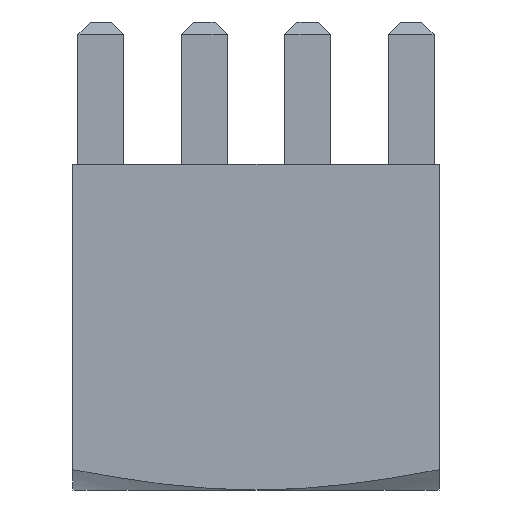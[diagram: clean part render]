
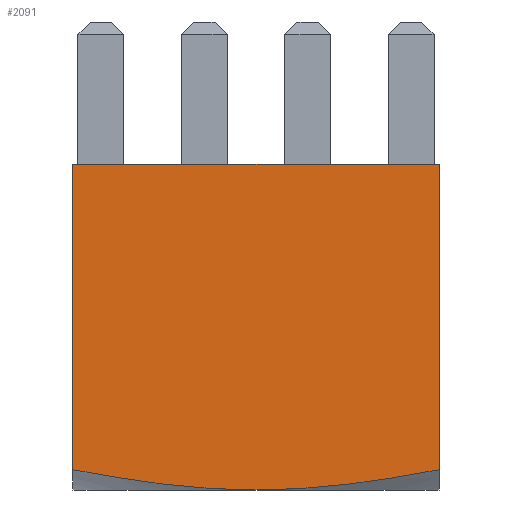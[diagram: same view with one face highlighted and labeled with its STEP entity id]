
A CAD part, left-side view. The second image highlights one B-rep face of the part: STEP entity #2091.
In plain terms, the highlighted planar face has unit normal (-1, 0, 0).
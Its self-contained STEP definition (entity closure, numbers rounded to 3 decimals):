
#46 = EDGE_LOOP ( 'NONE', ( #4120, #4119, #4118, #4115, #4114 ) ) ;
#390 = LINE ( 'NONE', #392, #600 ) ;
#392 = CARTESIAN_POINT ( 'NONE',  ( -4.5, -4.5, 8. ) ) ;
#393 = DIRECTION ( 'NONE',  ( 0., -1., 0. ) ) ;
#600 = VECTOR ( 'NONE', #393, 1000. ) ;
#659 = AXIS2_PLACEMENT_3D ( 'NONE', #1672, #1681, #1682 ) ;
#878 = VECTOR ( 'NONE', #2655, 1000. ) ;
#891 = VECTOR ( 'NONE', #2639, 1000. ) ;
#1433 = B_SPLINE_CURVE_WITH_KNOTS ( 'NONE', 3,
 ( #2640, #2641, #2648, #2649, #2650, #2651 ),
 .UNSPECIFIED., .F., .F.,
 ( 4, 2, 4 ),
 ( 0.019, 0.022, 0.024 ),
 .UNSPECIFIED. ) ;
#1453 = B_SPLINE_CURVE_WITH_KNOTS ( 'NONE', 3,
 ( #2637, #2642, #2643, #2644, #2645, #2646 ),
 .UNSPECIFIED., .F., .F.,
 ( 4, 2, 4 ),
 ( 0.015, 0.017, 0.019 ),
 .UNSPECIFIED. ) ;
#1672 = CARTESIAN_POINT ( 'NONE',  ( -4.5, -4.5, 8. ) ) ;
#1678 = FACE_OUTER_BOUND ( 'NONE', #46, .T. ) ;
#1679 = PLANE ( 'NONE',  #659 ) ;
#1681 = DIRECTION ( 'NONE',  ( 1., 0., 0. ) ) ;
#1682 = DIRECTION ( 'NONE',  ( 0., 0., -1. ) ) ;
#2091 = ADVANCED_FACE ( 'NONE', ( #1678 ), #1679, .F. ) ;
#2320 = EDGE_CURVE ( 'NONE', #3938, #3981, #390, .T. ) ;
#2636 = LINE ( 'NONE', #2638, #891 ) ;
#2637 = CARTESIAN_POINT ( 'NONE',  ( -4.5, 4.5, 0.499 ) ) ;
#2638 = CARTESIAN_POINT ( 'NONE',  ( -4.5, 4.5, 8. ) ) ;
#2639 = DIRECTION ( 'NONE',  ( 0., 0., -1. ) ) ;
#2640 = CARTESIAN_POINT ( 'NONE',  ( -4.5, 0., 0. ) ) ;
#2641 = CARTESIAN_POINT ( 'NONE',  ( -4.5, -0.753, 0. ) ) ;
#2642 = CARTESIAN_POINT ( 'NONE',  ( -4.5, 3.757, 0.359 ) ) ;
#2643 = CARTESIAN_POINT ( 'NONE',  ( -4.5, 3.01, 0.234 ) ) ;
#2644 = CARTESIAN_POINT ( 'NONE',  ( -4.5, 1.503, 0.053 ) ) ;
#2645 = CARTESIAN_POINT ( 'NONE',  ( -4.5, 0.751, 0. ) ) ;
#2646 = CARTESIAN_POINT ( 'NONE',  ( -4.5, 0., 0. ) ) ;
#2648 = CARTESIAN_POINT ( 'NONE',  ( -4.5, -1.504, 0.053 ) ) ;
#2649 = CARTESIAN_POINT ( 'NONE',  ( -4.5, -3.004, 0.233 ) ) ;
#2650 = CARTESIAN_POINT ( 'NONE',  ( -4.5, -3.755, 0.358 ) ) ;
#2651 = CARTESIAN_POINT ( 'NONE',  ( -4.5, -4.5, 0.499 ) ) ;
#2652 = LINE ( 'NONE', #2654, #878 ) ;
#2654 = CARTESIAN_POINT ( 'NONE',  ( -4.5, -4.5, 8. ) ) ;
#2655 = DIRECTION ( 'NONE',  ( 0., 0., -1. ) ) ;
#2871 = CARTESIAN_POINT ( 'NONE',  ( -4.5, -4.5, 0.499 ) ) ;
#2872 = CARTESIAN_POINT ( 'NONE',  ( -4.5, 0., 0. ) ) ;
#2878 = CARTESIAN_POINT ( 'NONE',  ( -4.5, 4.5, 8. ) ) ;
#2921 = CARTESIAN_POINT ( 'NONE',  ( -4.5, -4.5, 8. ) ) ;
#2947 = CARTESIAN_POINT ( 'NONE',  ( -4.5, 4.5, 0.499 ) ) ;
#3931 = VERTEX_POINT ( 'NONE', #2871 ) ;
#3932 = VERTEX_POINT ( 'NONE', #2872 ) ;
#3938 = VERTEX_POINT ( 'NONE', #2878 ) ;
#3981 = VERTEX_POINT ( 'NONE', #2921 ) ;
#4007 = VERTEX_POINT ( 'NONE', #2947 ) ;
#4114 = ORIENTED_EDGE ( 'NONE', *, *, #2320, .F. ) ;
#4115 = ORIENTED_EDGE ( 'NONE', *, *, #4316, .F. ) ;
#4118 = ORIENTED_EDGE ( 'NONE', *, *, #4315, .T. ) ;
#4119 = ORIENTED_EDGE ( 'NONE', *, *, #4314, .T. ) ;
#4120 = ORIENTED_EDGE ( 'NONE', *, *, #4313, .T. ) ;
#4313 = EDGE_CURVE ( 'NONE', #3938, #4007, #2636, .T. ) ;
#4314 = EDGE_CURVE ( 'NONE', #4007, #3932, #1453, .T. ) ;
#4315 = EDGE_CURVE ( 'NONE', #3932, #3931, #1433, .T. ) ;
#4316 = EDGE_CURVE ( 'NONE', #3981, #3931, #2652, .T. ) ;
